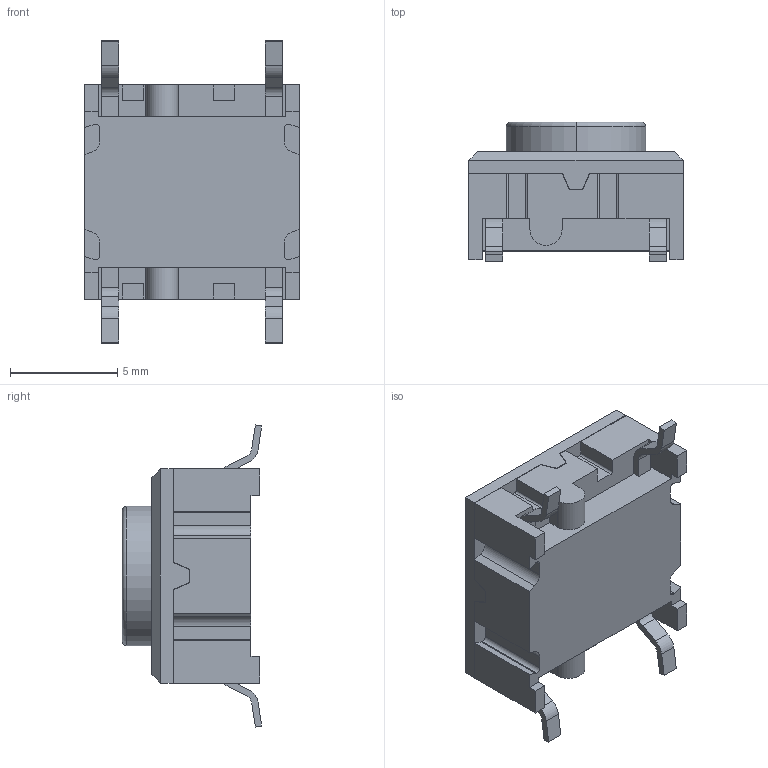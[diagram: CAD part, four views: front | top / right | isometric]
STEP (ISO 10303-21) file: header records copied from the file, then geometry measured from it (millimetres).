
FILE_DESCRIPTION (( 'STEP AP214' ), '1' );
FILE_NAME ('3CSH9.STEP', '2021-07-19T12:24:30', ( '' ), ( '' ), 'SwSTEP 2.0', 'SolidWorks 2018', '' );
FILE_SCHEMA (( 'AUTOMOTIVE_DESIGN' ));
Length unit declared in the file: millimetre
Products named in the file (1): 3CSH9
Bounding box: 10 x 6.5 x 14.09 mm (x, y, z)
Volume: 454.7 mm3; surface area: 652.8 mm2
Topology: 2 solids, 2 shells, 193 faces, 550 edges, 362 vertices
Faces by surface type: plane 151, cylinder 40, torus 2
Entity records: 8386 total; most frequent: CARTESIAN_POINT 1106, ORIENTED_EDGE 1100, DIRECTION 1022, EDGE_CURVE 550, LINE 466, VECTOR 466, VERTEX_POINT 362, AXIS2_PLACEMENT_3D 278
